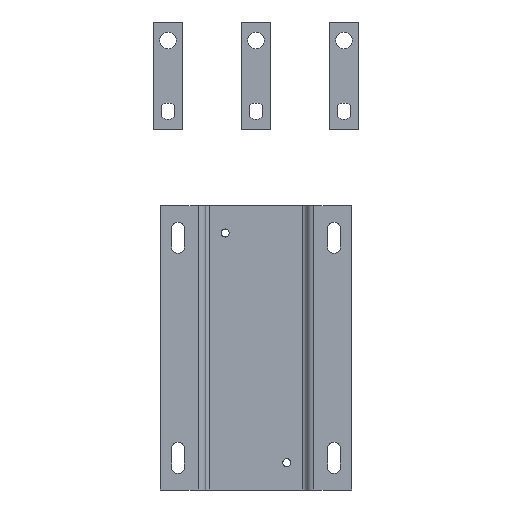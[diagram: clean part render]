
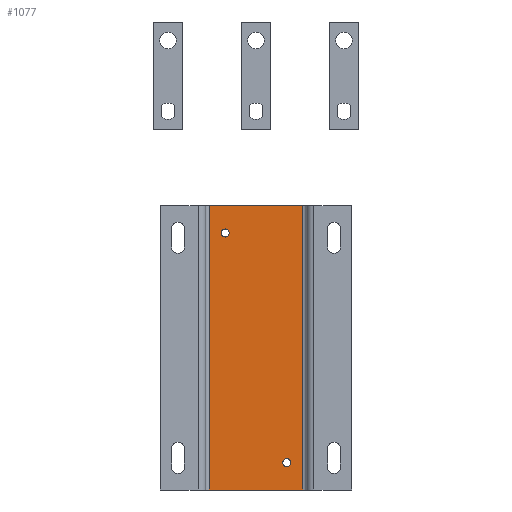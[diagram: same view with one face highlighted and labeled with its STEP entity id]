
A CAD part, front view. The second image highlights one B-rep face of the part: STEP entity #1077.
In plain terms, the highlighted planar face has unit normal (0, -1, 0).
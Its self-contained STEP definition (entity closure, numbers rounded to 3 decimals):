
#26=DIRECTION('',(1.,0.,0.));
#27=VECTOR('',#26,51.);
#28=CARTESIAN_POINT('',(-25.5,46.6,0.));
#29=LINE('',#28,#27);
#250=DIRECTION('',(1.,0.,0.));
#251=VECTOR('',#250,51.);
#252=CARTESIAN_POINT('',(-25.5,46.6,155.));
#253=LINE('',#252,#251);
#307=CARTESIAN_POINT('',(16.8,46.6,14.9));
#308=DIRECTION('',(0.,1.,0.));
#309=DIRECTION('',(1.,0.,0.));
#310=AXIS2_PLACEMENT_3D('',#307,#308,#309);
#312=CARTESIAN_POINT('',(16.8,46.6,14.9));
#313=DIRECTION('',(0.,1.,0.));
#314=DIRECTION('',(-1.,0.,0.));
#315=AXIS2_PLACEMENT_3D('',#312,#313,#314);
#317=CARTESIAN_POINT('',(-16.8,46.6,140.1));
#318=DIRECTION('',(0.,1.,0.));
#319=DIRECTION('',(1.,0.,0.));
#320=AXIS2_PLACEMENT_3D('',#317,#318,#319);
#322=CARTESIAN_POINT('',(-16.8,46.6,140.1));
#323=DIRECTION('',(0.,1.,0.));
#324=DIRECTION('',(-1.,0.,0.));
#325=AXIS2_PLACEMENT_3D('',#322,#323,#324);
#327=DIRECTION('',(0.,0.,1.));
#328=VECTOR('',#327,155.);
#329=CARTESIAN_POINT('',(25.5,46.6,0.));
#330=LINE('',#329,#328);
#331=DIRECTION('',(0.,0.,1.));
#332=VECTOR('',#331,155.);
#333=CARTESIAN_POINT('',(-25.5,46.6,0.));
#334=LINE('',#333,#332);
#609=CARTESIAN_POINT('',(19.,46.6,14.9));
#610=CARTESIAN_POINT('',(14.6,46.6,14.9));
#611=VERTEX_POINT('',#609);
#612=VERTEX_POINT('',#610);
#613=CARTESIAN_POINT('',(-14.6,46.6,140.1));
#614=CARTESIAN_POINT('',(-19.,46.6,140.1));
#615=VERTEX_POINT('',#613);
#616=VERTEX_POINT('',#614);
#653=CARTESIAN_POINT('',(25.5,46.6,0.));
#654=CARTESIAN_POINT('',(25.5,46.6,155.));
#655=VERTEX_POINT('',#653);
#656=VERTEX_POINT('',#654);
#673=CARTESIAN_POINT('',(-25.5,46.6,0.));
#674=CARTESIAN_POINT('',(-25.5,46.6,155.));
#675=VERTEX_POINT('',#673);
#676=VERTEX_POINT('',#674);
#1054=CARTESIAN_POINT('',(-27.5,46.6,0.));
#1055=DIRECTION('',(0.,-1.,0.));
#1056=DIRECTION('',(1.,0.,0.));
#1057=AXIS2_PLACEMENT_3D('',#1054,#1055,#1056);
#1058=PLANE('',#1057);
#1060=ORIENTED_EDGE('',*,*,#1059,.F.);
#1061=ORIENTED_EDGE('',*,*,#702,.F.);
#1063=ORIENTED_EDGE('',*,*,#1062,.T.);
#1064=ORIENTED_EDGE('',*,*,#975,.T.);
#1065=EDGE_LOOP('',(#1060,#1061,#1063,#1064));
#1066=FACE_OUTER_BOUND('',#1065,.F.);
#1068=ORIENTED_EDGE('',*,*,#1067,.F.);
#1070=ORIENTED_EDGE('',*,*,#1069,.F.);
#1071=EDGE_LOOP('',(#1068,#1070));
#1072=FACE_BOUND('',#1071,.F.);
#1073=ORIENTED_EDGE('',*,*,#1034,.F.);
#1074=ORIENTED_EDGE('',*,*,#1048,.F.);
#1075=EDGE_LOOP('',(#1073,#1074));
#1076=FACE_BOUND('',#1075,.F.);
#1077=ADVANCED_FACE('',(#1066,#1072,#1076),#1058,.T.);
#311=CIRCLE('',#310,2.2);
#316=CIRCLE('',#315,2.2);
#321=CIRCLE('',#320,2.2);
#326=CIRCLE('',#325,2.2);
#702=EDGE_CURVE('',#675,#655,#29,.T.);
#975=EDGE_CURVE('',#676,#656,#253,.T.);
#1034=EDGE_CURVE('',#611,#612,#311,.T.);
#1048=EDGE_CURVE('',#612,#611,#316,.T.);
#1059=EDGE_CURVE('',#655,#656,#330,.T.);
#1062=EDGE_CURVE('',#675,#676,#334,.T.);
#1067=EDGE_CURVE('',#615,#616,#321,.T.);
#1069=EDGE_CURVE('',#616,#615,#326,.T.);
